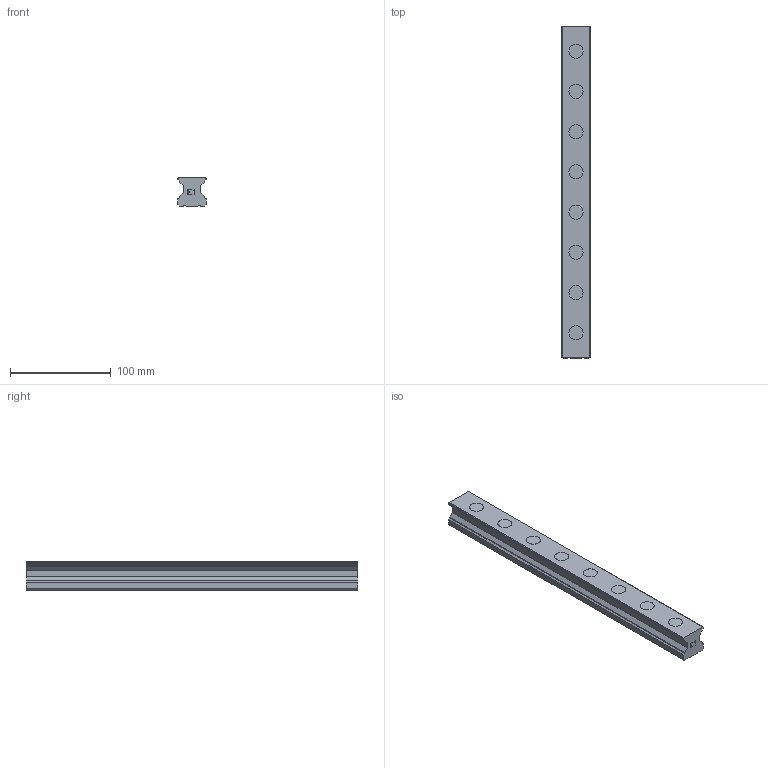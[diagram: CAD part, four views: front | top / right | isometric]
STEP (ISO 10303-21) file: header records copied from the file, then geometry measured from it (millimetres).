
FILE_DESCRIPTION(('STEP AP214'),'1');
FILE_NAME('cctmp_2FBB2A3A-04B2-4458-AA5E-2F423F89619B_2021_03_11_15_29_32_0856..stp','2021-03-11T14:29:32',('HIWIN GmbH'),('CADClick - www.CADClick.com'),'Spatial InterOp 3D',' ','unknown authorization');
FILE_SCHEMA(('AUTOMOTIVE_DESIGN'));
Length unit declared in the file: millimetre
Products named in the file (1): RGR30R330H_FILE
Bounding box: 28 x 330 x 28 mm (x, y, z)
Volume: 190045.1 mm3; surface area: 49809.3 mm2
Topology: 1 solids, 1 shells, 187 faces, 471 edges, 314 vertices
Faces by surface type: plane 121, cylinder 66
Entity records: 7137 total; most frequent: DIRECTION 979, CARTESIAN_POINT 973, ORIENTED_EDGE 942, EDGE_CURVE 471, LINE 339, VECTOR 339, AXIS2_PLACEMENT_3D 320, VERTEX_POINT 314
